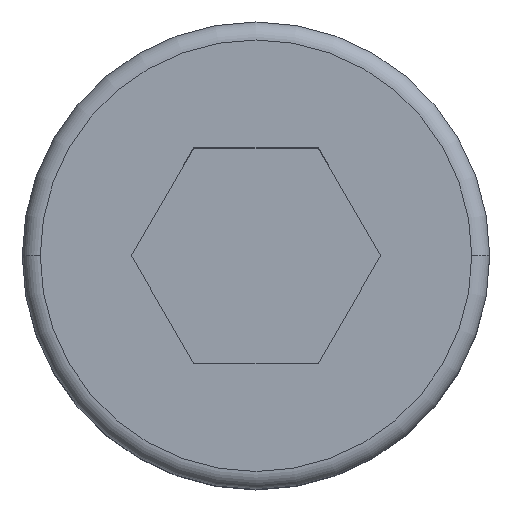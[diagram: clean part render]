
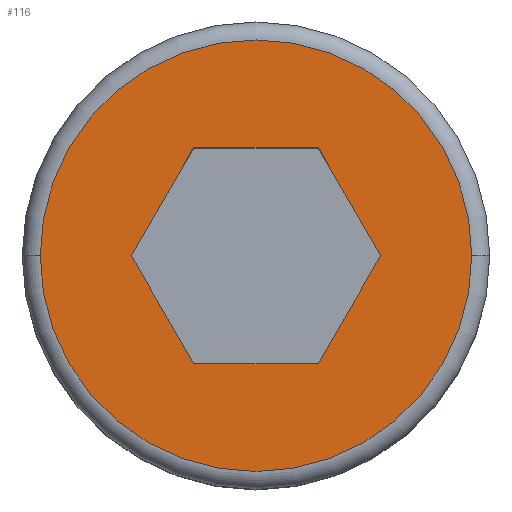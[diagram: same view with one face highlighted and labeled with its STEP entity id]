
A CAD part, top view. The second image highlights one B-rep face of the part: STEP entity #116.
In plain terms, the highlighted planar face has unit normal (0, 0, 1).
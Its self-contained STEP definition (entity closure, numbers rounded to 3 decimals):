
#7 = CARTESIAN_POINT ( 'NONE',  ( 1.732, 3., 33. ) ) ;
#18 = CARTESIAN_POINT ( 'NONE',  ( -3.464, 0., 33. ) ) ;
#24 = LINE ( 'NONE', #183, #442 ) ;
#25 = AXIS2_PLACEMENT_3D ( 'NONE', #112, #499, #402 ) ;
#53 = EDGE_LOOP ( 'NONE', ( #420, #473, #498, #431, #404, #383 ) ) ;
#56 = CARTESIAN_POINT ( 'NONE',  ( 3.464, 0., 33. ) ) ;
#65 = VECTOR ( 'NONE', #189, 1000. ) ;
#72 = DIRECTION ( 'NONE',  ( 0.5, -0.866, 0. ) ) ;
#79 = VERTEX_POINT ( 'NONE', #248 ) ;
#84 = VERTEX_POINT ( 'NONE', #93 ) ;
#86 = EDGE_CURVE ( 'NONE', #554, #287, #529, .T. ) ;
#93 = CARTESIAN_POINT ( 'NONE',  ( 3.464, 0., 33. ) ) ;
#112 = CARTESIAN_POINT ( 'NONE',  ( 0., 0., 33. ) ) ;
#114 = AXIS2_PLACEMENT_3D ( 'NONE', #172, #298, #477 ) ;
#116 = ADVANCED_FACE ( 'NONE', ( #177, #543 ), #515, .T. ) ;
#133 = CARTESIAN_POINT ( 'NONE',  ( -1.732, 3., 33. ) ) ;
#154 = EDGE_CURVE ( 'NONE', #228, #84, #375, .T. ) ;
#172 = CARTESIAN_POINT ( 'NONE',  ( 0., 0., 33. ) ) ;
#177 = FACE_OUTER_BOUND ( 'NONE', #202, .T. ) ;
#181 = CARTESIAN_POINT ( 'NONE',  ( -6., 0., 33. ) ) ;
#183 = CARTESIAN_POINT ( 'NONE',  ( -1.732, 3., 33. ) ) ;
#189 = DIRECTION ( 'NONE',  ( 0.5, 0.866, 0. ) ) ;
#193 = VERTEX_POINT ( 'NONE', #7 ) ;
#194 = EDGE_CURVE ( 'NONE', #84, #193, #213, .T. ) ;
#201 = VERTEX_POINT ( 'NONE', #133 ) ;
#202 = EDGE_LOOP ( 'NONE', ( #332, #247 ) ) ;
#213 = LINE ( 'NONE', #56, #284 ) ;
#228 = VERTEX_POINT ( 'NONE', #522 ) ;
#247 = ORIENTED_EDGE ( 'NONE', *, *, #86, .T. ) ;
#248 = CARTESIAN_POINT ( 'NONE',  ( -3.464, 0., 33. ) ) ;
#259 = AXIS2_PLACEMENT_3D ( 'NONE', #334, #563, #338 ) ;
#262 = CARTESIAN_POINT ( 'NONE',  ( 6., 0., 33. ) ) ;
#266 = DIRECTION ( 'NONE',  ( -0.5, -0.866, 0. ) ) ;
#284 = VECTOR ( 'NONE', #379, 1000. ) ;
#287 = VERTEX_POINT ( 'NONE', #262 ) ;
#298 = DIRECTION ( 'NONE',  ( 0., 0., 1. ) ) ;
#308 = VECTOR ( 'NONE', #489, 1000. ) ;
#322 = VERTEX_POINT ( 'NONE', #349 ) ;
#332 = ORIENTED_EDGE ( 'NONE', *, *, #503, .T. ) ;
#334 = CARTESIAN_POINT ( 'NONE',  ( 0., 0., 33. ) ) ;
#338 = DIRECTION ( 'NONE',  ( 1., 0., 0. ) ) ;
#349 = CARTESIAN_POINT ( 'NONE',  ( -1.732, -3., 33. ) ) ;
#351 = CARTESIAN_POINT ( 'NONE',  ( 3.464, 0., 33. ) ) ;
#356 = LINE ( 'NONE', #18, #362 ) ;
#362 = VECTOR ( 'NONE', #266, 1000. ) ;
#375 = LINE ( 'NONE', #351, #65 ) ;
#379 = DIRECTION ( 'NONE',  ( -0.5, 0.866, 0. ) ) ;
#383 = ORIENTED_EDGE ( 'NONE', *, *, #194, .F. ) ;
#402 = DIRECTION ( 'NONE',  ( 1., 0., 0. ) ) ;
#404 = ORIENTED_EDGE ( 'NONE', *, *, #429, .F. ) ;
#410 = VECTOR ( 'NONE', #72, 1000. ) ;
#420 = ORIENTED_EDGE ( 'NONE', *, *, #154, .F. ) ;
#424 = LINE ( 'NONE', #445, #308 ) ;
#429 = EDGE_CURVE ( 'NONE', #193, #201, #24, .T. ) ;
#431 = ORIENTED_EDGE ( 'NONE', *, *, #457, .F. ) ;
#442 = VECTOR ( 'NONE', #533, 1000. ) ;
#443 = EDGE_CURVE ( 'NONE', #322, #228, #424, .T. ) ;
#445 = CARTESIAN_POINT ( 'NONE',  ( -1.732, -3., 33. ) ) ;
#452 = CARTESIAN_POINT ( 'NONE',  ( -3.464, 0., 33. ) ) ;
#457 = EDGE_CURVE ( 'NONE', #201, #79, #356, .T. ) ;
#461 = LINE ( 'NONE', #452, #410 ) ;
#473 = ORIENTED_EDGE ( 'NONE', *, *, #443, .F. ) ;
#477 = DIRECTION ( 'NONE',  ( 1., 0., 0. ) ) ;
#489 = DIRECTION ( 'NONE',  ( 1., 0., 0. ) ) ;
#498 = ORIENTED_EDGE ( 'NONE', *, *, #518, .F. ) ;
#499 = DIRECTION ( 'NONE',  ( 0., 0., 1. ) ) ;
#503 = EDGE_CURVE ( 'NONE', #287, #554, #548, .T. ) ;
#515 = PLANE ( 'NONE',  #259 ) ;
#518 = EDGE_CURVE ( 'NONE', #79, #322, #461, .T. ) ;
#522 = CARTESIAN_POINT ( 'NONE',  ( 1.732, -3., 33. ) ) ;
#529 = CIRCLE ( 'NONE', #114, 6. ) ;
#533 = DIRECTION ( 'NONE',  ( -1., 0., 0. ) ) ;
#543 = FACE_BOUND ( 'NONE', #53, .T. ) ;
#548 = CIRCLE ( 'NONE', #25, 6. ) ;
#554 = VERTEX_POINT ( 'NONE', #181 ) ;
#563 = DIRECTION ( 'NONE',  ( 0., 0., 1. ) ) ;
